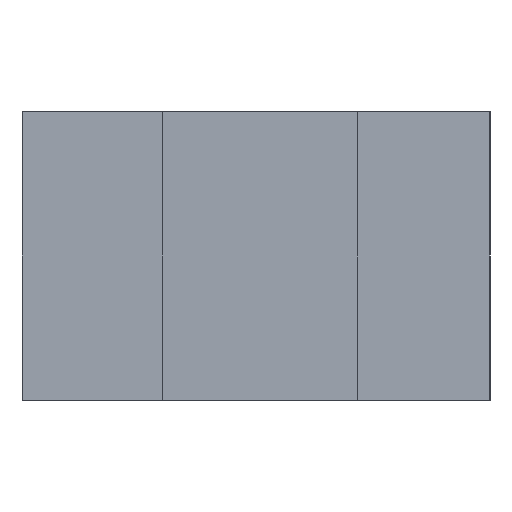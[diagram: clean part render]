
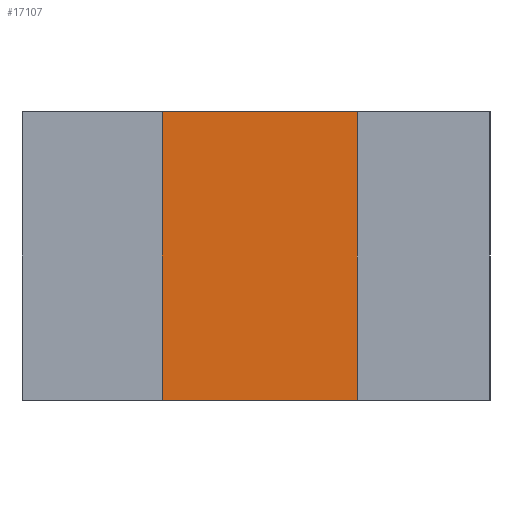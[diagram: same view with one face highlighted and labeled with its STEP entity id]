
A CAD part, left-side view. The second image highlights one B-rep face of the part: STEP entity #17107.
In plain terms, the highlighted planar face has unit normal (-1, 0, 0).
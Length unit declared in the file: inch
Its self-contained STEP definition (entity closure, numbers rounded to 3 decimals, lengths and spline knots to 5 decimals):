
#976 = VERTEX_POINT ( 'NONE', #5295 ) ;
#1182 = EDGE_CURVE ( 'NONE', #5029, #976, #19312, .T. ) ;
#1645 = ORIENTED_EDGE ( 'NONE', *, *, #13395, .F. ) ;
#1790 = VECTOR ( 'NONE', #3550, 39.37008 ) ;
#2513 = ORIENTED_EDGE ( 'NONE', *, *, #1182, .F. ) ;
#3550 = DIRECTION ( 'NONE',  ( 0., 0., -1. ) ) ;
#3594 = ORIENTED_EDGE ( 'NONE', *, *, #22182, .T. ) ;
#4564 = VECTOR ( 'NONE', #12890, 39.37008 ) ;
#4884 = CARTESIAN_POINT ( 'NONE',  ( 0., 0.17, 0. ) ) ;
#5029 = VERTEX_POINT ( 'NONE', #9650 ) ;
#5295 = CARTESIAN_POINT ( 'NONE',  ( 0., 0.42, 0. ) ) ;
#5690 = VECTOR ( 'NONE', #23506, 39.37008 ) ;
#5825 = CARTESIAN_POINT ( 'NONE',  ( 0., 0.17, -0.37 ) ) ;
#7086 = CARTESIAN_POINT ( 'NONE',  ( 0., 0.6, -0.37 ) ) ;
#7304 = CARTESIAN_POINT ( 'NONE',  ( 0., 0.6, 0. ) ) ;
#7474 = LINE ( 'NONE', #12955, #1790 ) ;
#9269 = DIRECTION ( 'NONE',  ( 0., 0., -1. ) ) ;
#9650 = CARTESIAN_POINT ( 'NONE',  ( 0., 0.42, -0.37 ) ) ;
#9829 = VERTEX_POINT ( 'NONE', #5825 ) ;
#10431 = ORIENTED_EDGE ( 'NONE', *, *, #23462, .F. ) ;
#11277 = DIRECTION ( 'NONE',  ( 0., -1., 0. ) ) ;
#11318 = LINE ( 'NONE', #7086, #5690 ) ;
#12890 = DIRECTION ( 'NONE',  ( 0., 0., 1. ) ) ;
#12901 = PLANE ( 'NONE',  #13998 ) ;
#12955 = CARTESIAN_POINT ( 'NONE',  ( 0., 0.17, -0.37 ) ) ;
#13058 = EDGE_LOOP ( 'NONE', ( #10431, #1645, #2513, #3594 ) ) ;
#13395 = EDGE_CURVE ( 'NONE', #976, #23832, #22334, .T. ) ;
#13998 = AXIS2_PLACEMENT_3D ( 'NONE', #7304, #20172, #9269 ) ;
#17107 = ADVANCED_FACE ( 'NONE', ( #23635 ), #12901, .F. ) ;
#18463 = CARTESIAN_POINT ( 'NONE',  ( 0., 0.6, 0. ) ) ;
#19312 = LINE ( 'NONE', #23606, #4564 ) ;
#20172 = DIRECTION ( 'NONE',  ( 1., 0., 0. ) ) ;
#21769 = VECTOR ( 'NONE', #11277, 39.37008 ) ;
#22182 = EDGE_CURVE ( 'NONE', #5029, #9829, #11318, .T. ) ;
#22334 = LINE ( 'NONE', #18463, #21769 ) ;
#23462 = EDGE_CURVE ( 'NONE', #23832, #9829, #7474, .T. ) ;
#23506 = DIRECTION ( 'NONE',  ( 0., -1., 0. ) ) ;
#23606 = CARTESIAN_POINT ( 'NONE',  ( 0., 0.42, -0.37 ) ) ;
#23635 = FACE_OUTER_BOUND ( 'NONE', #13058, .T. ) ;
#23832 = VERTEX_POINT ( 'NONE', #4884 ) ;
